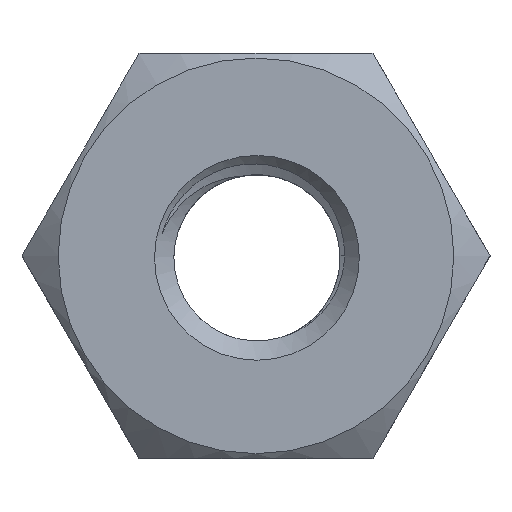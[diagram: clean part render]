
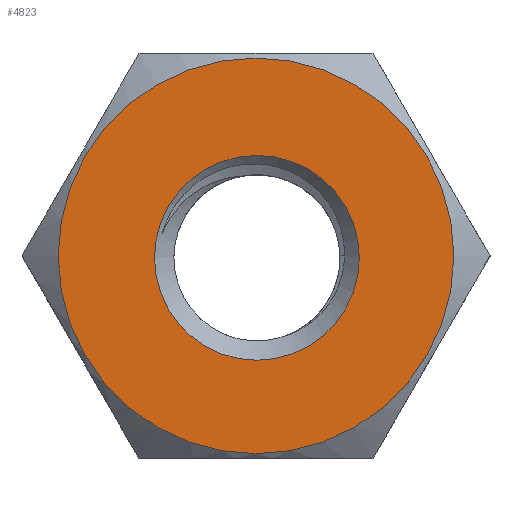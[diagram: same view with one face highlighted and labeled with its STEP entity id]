
A CAD part, top view. The second image highlights one B-rep face of the part: STEP entity #4823.
In plain terms, the highlighted planar face has unit normal (0, 0, 1).
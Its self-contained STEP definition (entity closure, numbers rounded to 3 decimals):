
#3677 = CONICAL_SURFACE('',#3678,2.73,0.873);
#3678 = AXIS2_PLACEMENT_3D('',#3679,#3680,#3681);
#3679 = CARTESIAN_POINT('',(0.,0.,4.587));
#3680 = DIRECTION('',(-0.,0.,-1.));
#3681 = DIRECTION('',(0.,1.,0.));
#4290 = CONICAL_SURFACE('',#4291,1.29,0.785);
#4291 = AXIS2_PLACEMENT_3D('',#4292,#4293,#4294);
#4292 = CARTESIAN_POINT('',(0.014,-0.03,4.));
#4293 = DIRECTION('',(0.,0.,1.));
#4294 = DIRECTION('',(1.,0.,0.));
#4393 = VERTEX_POINT('',#4394);
#4394 = CARTESIAN_POINT('',(1.604,-0.03,4.3));
#4413 = EDGE_CURVE('',#4393,#4393,#4414,.T.);
#4414 = SURFACE_CURVE('',#4415,(#4420,#4427),.PCURVE_S1.);
#4415 = CIRCLE('',#4416,1.59);
#4416 = AXIS2_PLACEMENT_3D('',#4417,#4418,#4419);
#4417 = CARTESIAN_POINT('',(0.014,-0.03,4.3));
#4418 = DIRECTION('',(0.,0.,1.));
#4419 = DIRECTION('',(1.,0.,0.));
#4420 = PCURVE('',#4290,#4421);
#4421 = DEFINITIONAL_REPRESENTATION('',(#4422),#4426);
#4422 = LINE('',#4423,#4424);
#4423 = CARTESIAN_POINT('',(0.,0.3));
#4424 = VECTOR('',#4425,1.);
#4425 = DIRECTION('',(1.,0.));
#4426 = ( GEOMETRIC_REPRESENTATION_CONTEXT(2) 
PARAMETRIC_REPRESENTATION_CONTEXT() REPRESENTATION_CONTEXT('2D SPACE',''
  ) );
#4427 = PCURVE('',#4428,#4433);
#4428 = PLANE('',#4429);
#4429 = AXIS2_PLACEMENT_3D('',#4430,#4431,#4432);
#4430 = CARTESIAN_POINT('',(0.,0.,4.3)
  );
#4431 = DIRECTION('',(0.,0.,1.));
#4432 = DIRECTION('',(1.,0.,0.));
#4433 = DEFINITIONAL_REPRESENTATION('',(#4434),#4438);
#4434 = CIRCLE('',#4435,1.59);
#4435 = AXIS2_PLACEMENT_2D('',#4436,#4437);
#4436 = CARTESIAN_POINT('',(0.014,-0.03));
#4437 = DIRECTION('',(1.,0.));
#4438 = ( GEOMETRIC_REPRESENTATION_CONTEXT(2) 
PARAMETRIC_REPRESENTATION_CONTEXT() REPRESENTATION_CONTEXT('2D SPACE',''
  ) );
#4761 = EDGE_CURVE('',#4762,#4762,#4764,.T.);
#4762 = VERTEX_POINT('',#4763);
#4763 = CARTESIAN_POINT('',(0.,3.072,4.3));
#4764 = SURFACE_CURVE('',#4765,(#4770,#4777),.PCURVE_S1.);
#4765 = CIRCLE('',#4766,3.072);
#4766 = AXIS2_PLACEMENT_3D('',#4767,#4768,#4769);
#4767 = CARTESIAN_POINT('',(0.,0.,4.3));
#4768 = DIRECTION('',(0.,0.,-1.));
#4769 = DIRECTION('',(0.,1.,0.));
#4770 = PCURVE('',#3677,#4771);
#4771 = DEFINITIONAL_REPRESENTATION('',(#4772),#4776);
#4772 = LINE('',#4773,#4774);
#4773 = CARTESIAN_POINT('',(0.,0.287));
#4774 = VECTOR('',#4775,1.);
#4775 = DIRECTION('',(1.,0.));
#4776 = ( GEOMETRIC_REPRESENTATION_CONTEXT(2) 
PARAMETRIC_REPRESENTATION_CONTEXT() REPRESENTATION_CONTEXT('2D SPACE',''
  ) );
#4777 = PCURVE('',#4428,#4778);
#4778 = DEFINITIONAL_REPRESENTATION('',(#4779),#4787);
#4779 = ( BOUNDED_CURVE() B_SPLINE_CURVE(2,(#4780,#4781,#4782,#4783,
#4784,#4785,#4786),.UNSPECIFIED.,.T.,.F.) B_SPLINE_CURVE_WITH_KNOTS((1,2
    ,2,2,2,1),(-2.094,0.,2.094,4.189,
6.283,8.378),.UNSPECIFIED.) CURVE() 
GEOMETRIC_REPRESENTATION_ITEM() RATIONAL_B_SPLINE_CURVE((1.,0.5,1.,0.5,
1.,0.5,1.)) REPRESENTATION_ITEM('') );
#4780 = CARTESIAN_POINT('',(0.,3.072));
#4781 = CARTESIAN_POINT('',(5.32,3.072));
#4782 = CARTESIAN_POINT('',(2.66,-1.536));
#4783 = CARTESIAN_POINT('',(0.,-6.143));
#4784 = CARTESIAN_POINT('',(-2.66,-1.536));
#4785 = CARTESIAN_POINT('',(-5.32,3.072));
#4786 = CARTESIAN_POINT('',(0.,3.072));
#4787 = ( GEOMETRIC_REPRESENTATION_CONTEXT(2) 
PARAMETRIC_REPRESENTATION_CONTEXT() REPRESENTATION_CONTEXT('2D SPACE',''
  ) );
#4823 = ADVANCED_FACE('',(#4824,#4827),#4428,.T.);
#4824 = FACE_BOUND('',#4825,.T.);
#4825 = EDGE_LOOP('',(#4826));
#4826 = ORIENTED_EDGE('',*,*,#4761,.F.);
#4827 = FACE_BOUND('',#4828,.T.);
#4828 = EDGE_LOOP('',(#4829));
#4829 = ORIENTED_EDGE('',*,*,#4413,.F.);
